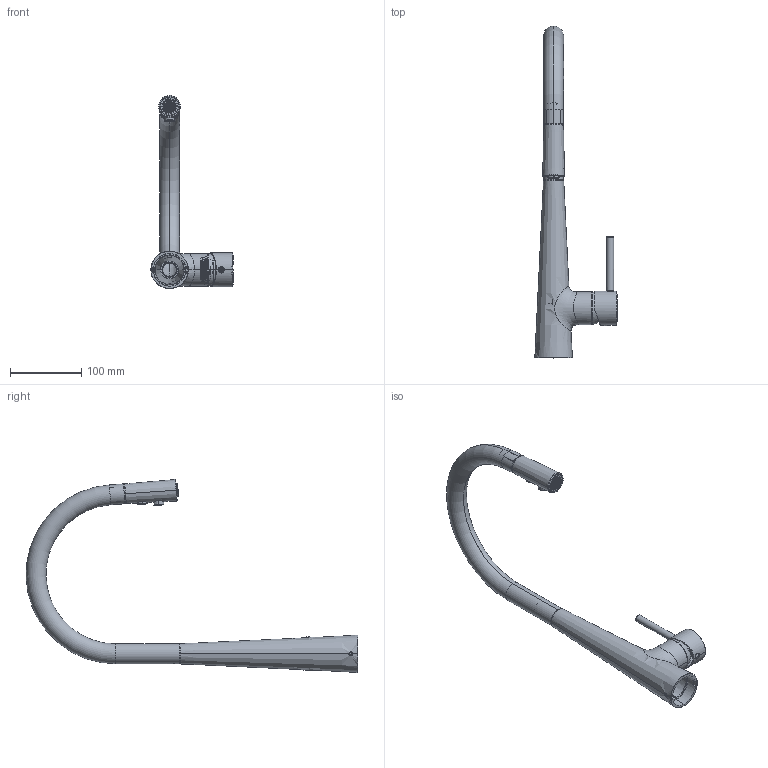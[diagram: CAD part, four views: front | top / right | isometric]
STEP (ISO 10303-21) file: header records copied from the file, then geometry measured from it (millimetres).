
FILE_DESCRIPTION((''),'2;1');
FILE_NAME('830502_ASM_ASM','2021-02-26T',('51336'),(''),'CREO PARAMETRIC BY PTC INC, 2018360','CREO PARAMETRIC BY PTC INC, 2018360','');
FILE_SCHEMA(('CONFIG_CONTROL_DESIGN'));
Length unit declared in the file: millimetre
Products named in the file (24): 8305-401_1; 3369-401_2; 9597-125_1; 3362-108_1; 3361-103_1; 8305-402_1; 3538-008_1; 3538-010_1; 3701-106_1_AF0; 3701-102-B_1_AF0; 3701-103_1_AF0; 3652-014_1_AF0; 3643-016_1_AF0; 370111-02_ASM_1_AF0_ASM; 370111-01_ASM_1_AF0_ASM; 3701-104_1_AF0; 3701-105_1_AF0; 370111_ASM_1_ASM; 3813-123_1; 8405-301_1; 3518-305_1; 3560-102_1; 830502_ASM_1_ASM; 830502_ASM_ASM
Assembly tree (23 placements, depth 6):
  830502_ASM_ASM
    830502_ASM_1_ASM
      8305-401_1
      3369-401_2
      9597-125_1
      3362-108_1
      3361-103_1
      8305-402_1
      3538-008_1
      3538-010_1
      370111_ASM_1_ASM
        3701-106_1_AF0
        370111-01_ASM_1_AF0_ASM
          3701-102-B_1_AF0
          370111-02_ASM_1_AF0_ASM
            3701-103_1_AF0
            3652-014_1_AF0
            3643-016_1_AF0
        3701-104_1_AF0
        3701-105_1_AF0
      3813-123_1
      8405-301_1
      3518-305_1
      3560-102_1
Bounding box: 115.8 x 466.72 x 271.68 mm (x, y, z)
Volume: 176396.1 mm3; surface area: 210388.8 mm2
Topology: 19 solids, 19 shells, 2051 faces, 5923 edges, 3903 vertices
Faces by surface type: plane 842, cylinder 533, bspline 255, torus 203, cone 187, sphere 23, extrusion 8
Entity records: 101660 total; most frequent: CARTESIAN_POINT 49318, ORIENTED_EDGE 11812, DIRECTION 9672, EDGE_CURVE 5906, VERTEX_POINT 3903, AXIS2_PLACEMENT_3D 3502, VECTOR 2668, LINE 2660
